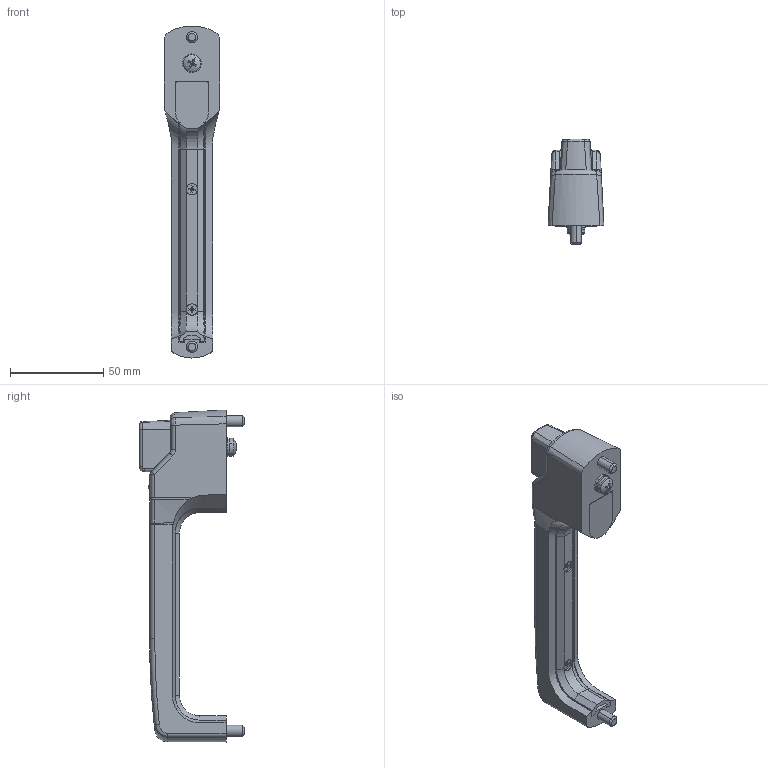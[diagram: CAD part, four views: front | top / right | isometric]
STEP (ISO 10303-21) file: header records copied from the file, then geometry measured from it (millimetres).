
FILE_DESCRIPTION (( 'STEP AP203' ), '1' );
FILE_NAME ('Žº‰ª•ÏŠ·.STEP', '2012-07-06T09:36:52', ( '' ), ( '' ), 'SwSTEP 2.0', 'SolidWorks 2011', '' );
FILE_SCHEMA (( 'CONFIG_CONTROL_DESIGN' ));
Length unit declared in the file: millimetre
Products named in the file (12): A-199_十字穴付皿ねじM3_M3×L6; A-199_十字穴付なべねじM5_M5×15; A-199_僗僞僢僪儃儖僩M6; R0220_公開用; A-199_ハンドルカバー_; A-199_スプリングワッシャーM5_JIS B 1251 No.2 5; A-199_暯儚僢僔儍乕M5暲娵_M5-冇12亊冇5.3亊t0.8; A-199_プッシュボタン_; A-199_シリンダーカバー_; A-199_本体_; A-199_十字穴付なべねじM5（平W・SW付）_M5×20; 室岡変換
Assembly tree (13 placements, depth 3):
  室岡変換
    A-199_十字穴付なべねじM5（平W・SW付）_M5×20
      A-199_スプリングワッシャーM5_JIS B 1251 No.2 5
      A-199_十字穴付なべねじM5_M5×15
      A-199_暯儚僢僔儍乕M5暲娵_M5-冇12亊冇5.3亊t0.8
    A-199_十字穴付皿ねじM3_M3×L6  x2
    A-199_プッシュボタン_
    A-199_シリンダーカバー_
    A-199_僗僞僢僪儃儖僩M6  x2
    A-199_本体_
    R0220_公開用
    A-199_ハンドルカバー_
Bounding box: 30 x 56.5 x 178 mm (x, y, z)
Volume: 78315.2 mm3; surface area: 42679.7 mm2
Topology: 12 solids, 12 shells, 448 faces, 1159 edges, 735 vertices
Faces by surface type: plane 210, cylinder 136, cone 40, bspline 40, torus 13, sphere 9
Entity records: 15850 total; most frequent: CARTESIAN_POINT 4502, ORIENTED_EDGE 2142, DIRECTION 2070, EDGE_CURVE 1071, AXIS2_PLACEMENT_3D 741, VERTEX_POINT 685, VECTOR 588, LINE 588
